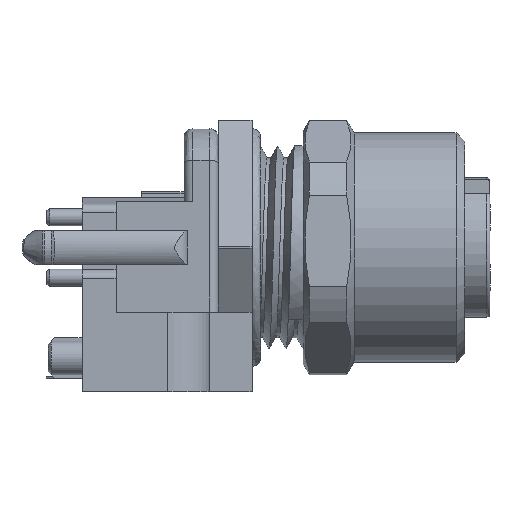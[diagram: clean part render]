
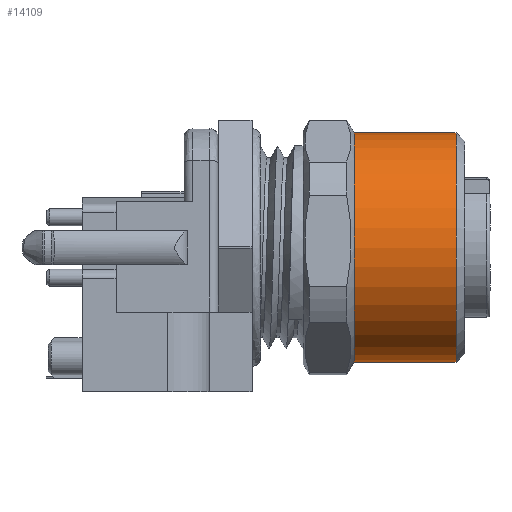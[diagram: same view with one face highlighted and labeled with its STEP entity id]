
A CAD part, front view. The second image highlights one B-rep face of the part: STEP entity #14109.
In plain terms, the highlighted cylindrical face has radius 6.75 mm (diameter 13.5 mm), a partial arc.
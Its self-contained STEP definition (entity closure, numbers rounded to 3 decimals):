
#302 = EDGE_LOOP ( 'NONE', ( #11861, #799, #8757, #6067 ) ) ;
#627 = CARTESIAN_POINT ( 'NONE',  ( 16.532, 4.218, 0.85 ) ) ;
#799 = ORIENTED_EDGE ( 'NONE', *, *, #17054, .T. ) ;
#1373 = VERTEX_POINT ( 'NONE', #13060 ) ;
#1912 = DIRECTION ( 'NONE',  ( -1., 0., 0. ) ) ;
#1978 = DIRECTION ( 'NONE',  ( 1., 0., 0. ) ) ;
#2631 = CIRCLE ( 'NONE', #10127, 6.75 ) ;
#3012 = VECTOR ( 'NONE', #1978, 1000. ) ;
#4020 = AXIS2_PLACEMENT_3D ( 'NONE', #10710, #1912, #12219 ) ;
#4720 = DIRECTION ( 'NONE',  ( 0., 0., -1. ) ) ;
#4908 = DIRECTION ( 'NONE',  ( 1., 0., 0. ) ) ;
#5646 = CARTESIAN_POINT ( 'NONE',  ( 10.532, 4.218, 14.35 ) ) ;
#5959 = VERTEX_POINT ( 'NONE', #5646 ) ;
#6067 = ORIENTED_EDGE ( 'NONE', *, *, #6267, .T. ) ;
#6267 = EDGE_CURVE ( 'NONE', #7052, #11746, #7206, .T. ) ;
#6442 = CARTESIAN_POINT ( 'NONE',  ( 10.532, 4.218, 7.6 ) ) ;
#6812 = LINE ( 'NONE', #15249, #18174 ) ;
#7052 = VERTEX_POINT ( 'NONE', #627 ) ;
#7206 = CIRCLE ( 'NONE', #4020, 6.75 ) ;
#7674 = DIRECTION ( 'NONE',  ( 1., 0., 0. ) ) ;
#7913 = DIRECTION ( 'NONE',  ( 0., 0., -1. ) ) ;
#8166 = EDGE_CURVE ( 'NONE', #5959, #11746, #14306, .T. ) ;
#8757 = ORIENTED_EDGE ( 'NONE', *, *, #15500, .T. ) ;
#10127 = AXIS2_PLACEMENT_3D ( 'NONE', #6442, #16779, #7913 ) ;
#10710 = CARTESIAN_POINT ( 'NONE',  ( 16.532, 4.218, 7.6 ) ) ;
#10765 = CARTESIAN_POINT ( 'NONE',  ( 13.782, 4.218, 14.35 ) ) ;
#11746 = VERTEX_POINT ( 'NONE', #16941 ) ;
#11861 = ORIENTED_EDGE ( 'NONE', *, *, #8166, .F. ) ;
#12219 = DIRECTION ( 'NONE',  ( 0., 0., -1. ) ) ;
#12225 = AXIS2_PLACEMENT_3D ( 'NONE', #16550, #7674, #4720 ) ;
#13060 = CARTESIAN_POINT ( 'NONE',  ( 10.532, 4.218, 0.85 ) ) ;
#14109 = ADVANCED_FACE ( 'NONE', ( #16770 ), #16317, .T. ) ;
#14306 = LINE ( 'NONE', #10765, #3012 ) ;
#15249 = CARTESIAN_POINT ( 'NONE',  ( 13.782, 4.218, 0.85 ) ) ;
#15500 = EDGE_CURVE ( 'NONE', #1373, #7052, #6812, .T. ) ;
#16317 = CYLINDRICAL_SURFACE ( 'NONE', #12225, 6.75 ) ;
#16550 = CARTESIAN_POINT ( 'NONE',  ( 13.782, 4.218, 7.6 ) ) ;
#16770 = FACE_OUTER_BOUND ( 'NONE', #302, .T. ) ;
#16779 = DIRECTION ( 'NONE',  ( 1., 0., 0. ) ) ;
#16941 = CARTESIAN_POINT ( 'NONE',  ( 16.532, 4.218, 14.35 ) ) ;
#17054 = EDGE_CURVE ( 'NONE', #5959, #1373, #2631, .T. ) ;
#18174 = VECTOR ( 'NONE', #4908, 1000. ) ;
